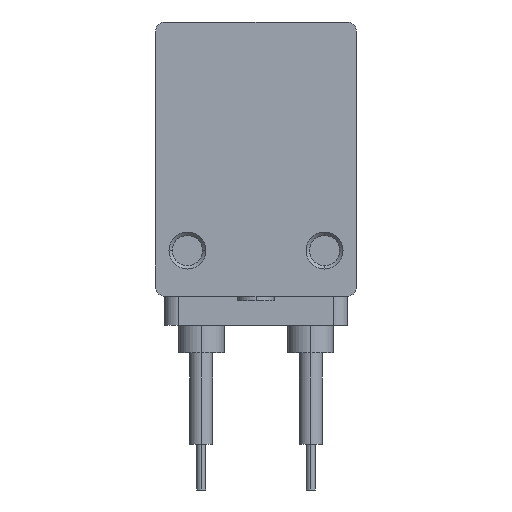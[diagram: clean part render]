
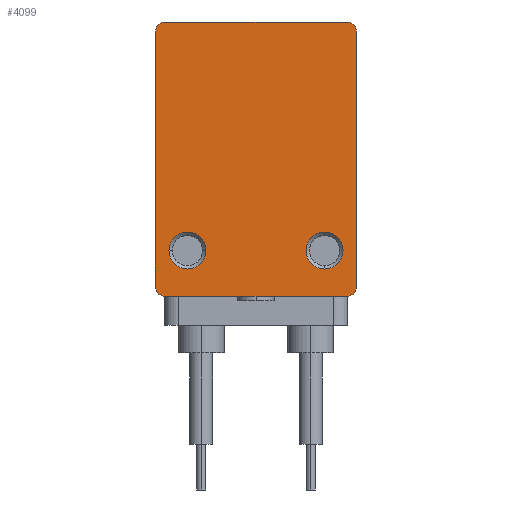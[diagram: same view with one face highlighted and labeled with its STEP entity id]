
A CAD part, front view. The second image highlights one B-rep face of the part: STEP entity #4099.
In plain terms, the highlighted planar face has unit normal (0, -1, 0).
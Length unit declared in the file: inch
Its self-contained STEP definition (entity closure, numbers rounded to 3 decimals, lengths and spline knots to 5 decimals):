
#30 = AXIS2_PLACEMENT_3D ( 'NONE', #5545, #3891, #461 ) ;
#81 = LINE ( 'NONE', #4548, #1409 ) ;
#84 = ORIENTED_EDGE ( 'NONE', *, *, #788, .T. ) ;
#132 = AXIS2_PLACEMENT_3D ( 'NONE', #2309, #6320, #2887 ) ;
#280 = CIRCLE ( 'NONE', #4159, 0.03937 ) ;
#302 = CARTESIAN_POINT ( 'NONE',  ( 0.29528, -0.29528, -0.90453 ) ) ;
#418 = CARTESIAN_POINT ( 'NONE',  ( 0.43307, -0.29528, -1.14173 ) ) ;
#461 = DIRECTION ( 'NONE',  ( 1., 0., 0. ) ) ;
#516 = EDGE_CURVE ( 'NONE', #7093, #3653, #6733, .T. ) ;
#548 = DIRECTION ( 'NONE',  ( 0., 0., -1. ) ) ;
#549 = VERTEX_POINT ( 'NONE', #418 ) ;
#565 = EDGE_CURVE ( 'NONE', #3452, #1810, #6379, .T. ) ;
#585 = EDGE_LOOP ( 'NONE', ( #5037, #84 ) ) ;
#788 = EDGE_CURVE ( 'NONE', #1810, #3452, #3799, .T. ) ;
#850 = CARTESIAN_POINT ( 'NONE',  ( 0.3937, -0.29528, -1.1811 ) ) ;
#926 = CARTESIAN_POINT ( 'NONE',  ( -0.43307, -0.29528, -1.1811 ) ) ;
#976 = CIRCLE ( 'NONE', #5785, 0.03937 ) ;
#1056 = VERTEX_POINT ( 'NONE', #6857 ) ;
#1276 = LINE ( 'NONE', #926, #7143 ) ;
#1318 = ORIENTED_EDGE ( 'NONE', *, *, #6617, .F. ) ;
#1409 = VECTOR ( 'NONE', #5694, 39.37008 ) ;
#1456 = CARTESIAN_POINT ( 'NONE',  ( -0.3937, -0.29528, -1.14173 ) ) ;
#1530 = FACE_OUTER_BOUND ( 'NONE', #4792, .T. ) ;
#1550 = DIRECTION ( 'NONE',  ( 0., 0., 1. ) ) ;
#1612 = ORIENTED_EDGE ( 'NONE', *, *, #6280, .F. ) ;
#1656 = EDGE_CURVE ( 'NONE', #2632, #6279, #1891, .T. ) ;
#1659 = AXIS2_PLACEMENT_3D ( 'NONE', #2604, #4307, #3766 ) ;
#1707 = LINE ( 'NONE', #4973, #3047 ) ;
#1732 = ORIENTED_EDGE ( 'NONE', *, *, #3552, .T. ) ;
#1783 = EDGE_LOOP ( 'NONE', ( #1732, #6814 ) ) ;
#1802 = VERTEX_POINT ( 'NONE', #3351 ) ;
#1810 = VERTEX_POINT ( 'NONE', #3940 ) ;
#1891 = LINE ( 'NONE', #3203, #4751 ) ;
#2022 = DIRECTION ( 'NONE',  ( 0., 0., -1. ) ) ;
#2047 = DIRECTION ( 'NONE',  ( -1., 0., 0. ) ) ;
#2074 = VERTEX_POINT ( 'NONE', #4205 ) ;
#2309 = CARTESIAN_POINT ( 'NONE',  ( 0.3937, -0.29528, -0.03937 ) ) ;
#2379 = CARTESIAN_POINT ( 'NONE',  ( -0.3937, -0.29528, -1.1811 ) ) ;
#2599 = CARTESIAN_POINT ( 'NONE',  ( -0.3937, -0.29528, -0.03937 ) ) ;
#2604 = CARTESIAN_POINT ( 'NONE',  ( -0.29528, -0.29528, -0.98425 ) ) ;
#2620 = EDGE_CURVE ( 'NONE', #3676, #1056, #280, .T. ) ;
#2632 = VERTEX_POINT ( 'NONE', #3153 ) ;
#2670 = EDGE_CURVE ( 'NONE', #1802, #1056, #1276, .T. ) ;
#2887 = DIRECTION ( 'NONE',  ( 1., 0., 0. ) ) ;
#2925 = CARTESIAN_POINT ( 'NONE',  ( 0.29528, -0.29528, -1.06398 ) ) ;
#2927 = DIRECTION ( 'NONE',  ( 0., 1., 0. ) ) ;
#2950 = AXIS2_PLACEMENT_3D ( 'NONE', #5752, #2927, #7379 ) ;
#2966 = ORIENTED_EDGE ( 'NONE', *, *, #4085, .T. ) ;
#3047 = VECTOR ( 'NONE', #1550, 39.37008 ) ;
#3153 = CARTESIAN_POINT ( 'NONE',  ( 0.3937, -0.29528, 0. ) ) ;
#3172 = DIRECTION ( 'NONE',  ( 0., 0., 1. ) ) ;
#3203 = CARTESIAN_POINT ( 'NONE',  ( 0.43307, -0.29528, 0. ) ) ;
#3224 = AXIS2_PLACEMENT_3D ( 'NONE', #2599, #6603, #3172 ) ;
#3234 = FACE_BOUND ( 'NONE', #1783, .T. ) ;
#3262 = DIRECTION ( 'NONE',  ( 1., 0., 0. ) ) ;
#3306 = CARTESIAN_POINT ( 'NONE',  ( -0.21555, -0.29528, -0.98425 ) ) ;
#3317 = CARTESIAN_POINT ( 'NONE',  ( 0.3937, -0.29528, -1.14173 ) ) ;
#3351 = CARTESIAN_POINT ( 'NONE',  ( -0.43307, -0.29528, -0.03937 ) ) ;
#3436 = CARTESIAN_POINT ( 'NONE',  ( -0.3937, -0.29528, 0. ) ) ;
#3452 = VERTEX_POINT ( 'NONE', #3306 ) ;
#3552 = EDGE_CURVE ( 'NONE', #3653, #7093, #5921, .T. ) ;
#3653 = VERTEX_POINT ( 'NONE', #2925 ) ;
#3676 = VERTEX_POINT ( 'NONE', #2379 ) ;
#3766 = DIRECTION ( 'NONE',  ( 1., 0., 0. ) ) ;
#3799 = CIRCLE ( 'NONE', #1659, 0.07972 ) ;
#3851 = CARTESIAN_POINT ( 'NONE',  ( -0.29528, -0.29528, -0.98425 ) ) ;
#3891 = DIRECTION ( 'NONE',  ( 0., -1., 0. ) ) ;
#3909 = DIRECTION ( 'NONE',  ( -1., 0., 0. ) ) ;
#3940 = CARTESIAN_POINT ( 'NONE',  ( -0.375, -0.29528, -0.98425 ) ) ;
#3967 = EDGE_CURVE ( 'NONE', #1802, #6279, #6005, .T. ) ;
#3972 = DIRECTION ( 'NONE',  ( 0., 1., 0. ) ) ;
#4085 = EDGE_CURVE ( 'NONE', #549, #2074, #1707, .T. ) ;
#4096 = CIRCLE ( 'NONE', #132, 0.03937 ) ;
#4099 = ADVANCED_FACE ( 'NONE', ( #1530, #3234, #4575 ), #6126, .T. ) ;
#4113 = AXIS2_PLACEMENT_3D ( 'NONE', #3851, #7248, #3262 ) ;
#4159 = AXIS2_PLACEMENT_3D ( 'NONE', #1456, #5453, #2022 ) ;
#4205 = CARTESIAN_POINT ( 'NONE',  ( 0.43307, -0.29528, -0.03937 ) ) ;
#4241 = ORIENTED_EDGE ( 'NONE', *, *, #3967, .F. ) ;
#4307 = DIRECTION ( 'NONE',  ( 0., 1., 0. ) ) ;
#4548 = CARTESIAN_POINT ( 'NONE',  ( 0.43307, -0.29528, -1.1811 ) ) ;
#4575 = FACE_BOUND ( 'NONE', #585, .T. ) ;
#4751 = VECTOR ( 'NONE', #2047, 39.37008 ) ;
#4792 = EDGE_LOOP ( 'NONE', ( #7099, #1318, #2966, #1612, #7074, #4241, #4793, #5792 ) ) ;
#4793 = ORIENTED_EDGE ( 'NONE', *, *, #2670, .T. ) ;
#4973 = CARTESIAN_POINT ( 'NONE',  ( 0.43307, -0.29528, -1.1811 ) ) ;
#5037 = ORIENTED_EDGE ( 'NONE', *, *, #565, .T. ) ;
#5453 = DIRECTION ( 'NONE',  ( 0., 1., 0. ) ) ;
#5545 = CARTESIAN_POINT ( 'NONE',  ( 0.43307, -0.29528, -1.1811 ) ) ;
#5610 = VERTEX_POINT ( 'NONE', #850 ) ;
#5694 = DIRECTION ( 'NONE',  ( 1., 0., 0. ) ) ;
#5752 = CARTESIAN_POINT ( 'NONE',  ( 0.29528, -0.29528, -0.98425 ) ) ;
#5785 = AXIS2_PLACEMENT_3D ( 'NONE', #3317, #7310, #3909 ) ;
#5792 = ORIENTED_EDGE ( 'NONE', *, *, #2620, .F. ) ;
#5921 = CIRCLE ( 'NONE', #6951, 0.07972 ) ;
#6005 = CIRCLE ( 'NONE', #3224, 0.03937 ) ;
#6057 = DIRECTION ( 'NONE',  ( 0., 0., -1. ) ) ;
#6126 = PLANE ( 'NONE',  #30 ) ;
#6238 = EDGE_CURVE ( 'NONE', #3676, #5610, #81, .T. ) ;
#6279 = VERTEX_POINT ( 'NONE', #3436 ) ;
#6280 = EDGE_CURVE ( 'NONE', #2632, #2074, #4096, .T. ) ;
#6320 = DIRECTION ( 'NONE',  ( 0., 1., 0. ) ) ;
#6379 = CIRCLE ( 'NONE', #4113, 0.07972 ) ;
#6603 = DIRECTION ( 'NONE',  ( 0., 1., 0. ) ) ;
#6617 = EDGE_CURVE ( 'NONE', #549, #5610, #976, .T. ) ;
#6733 = CIRCLE ( 'NONE', #2950, 0.07972 ) ;
#6814 = ORIENTED_EDGE ( 'NONE', *, *, #516, .T. ) ;
#6857 = CARTESIAN_POINT ( 'NONE',  ( -0.43307, -0.29528, -1.14173 ) ) ;
#6951 = AXIS2_PLACEMENT_3D ( 'NONE', #7376, #3972, #548 ) ;
#7074 = ORIENTED_EDGE ( 'NONE', *, *, #1656, .T. ) ;
#7093 = VERTEX_POINT ( 'NONE', #302 ) ;
#7099 = ORIENTED_EDGE ( 'NONE', *, *, #6238, .T. ) ;
#7143 = VECTOR ( 'NONE', #6057, 39.37008 ) ;
#7248 = DIRECTION ( 'NONE',  ( 0., 1., 0. ) ) ;
#7310 = DIRECTION ( 'NONE',  ( 0., 1., 0. ) ) ;
#7376 = CARTESIAN_POINT ( 'NONE',  ( 0.29528, -0.29528, -0.98425 ) ) ;
#7379 = DIRECTION ( 'NONE',  ( 0., 0., -1. ) ) ;
